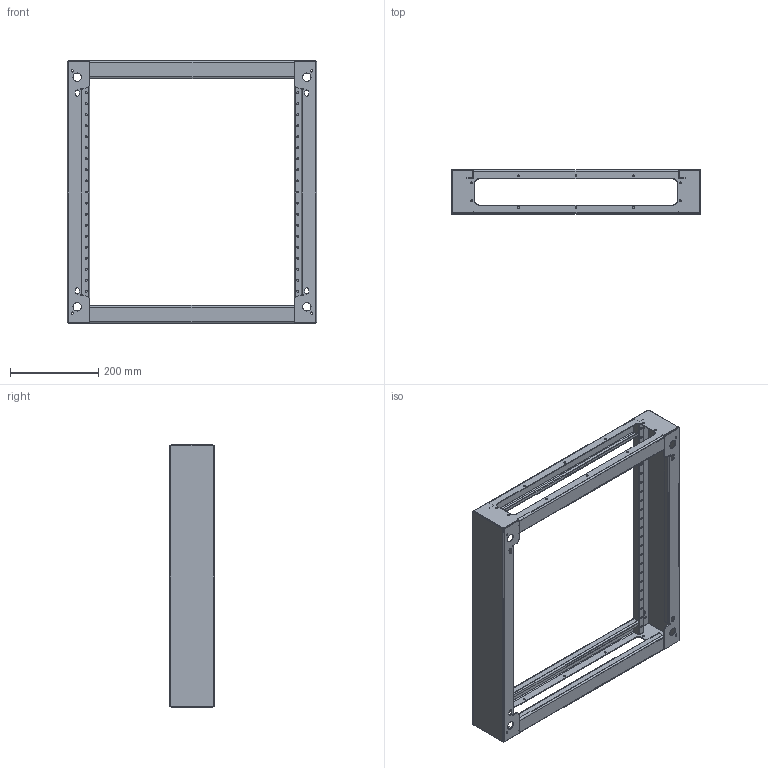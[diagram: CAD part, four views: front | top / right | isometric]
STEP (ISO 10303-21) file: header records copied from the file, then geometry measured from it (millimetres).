
FILE_DESCRIPTION (( 'STEP AP214' ), '1' );
FILE_NAME ('915.166.STEP', '2024-08-22T04:42:02', ( '' ), ( '' ), 'SwSTEP 2.0', 'SolidWorks 2021', '' );
FILE_SCHEMA (( 'AUTOMOTIVE_DESIGN' ));
Length unit declared in the file: millimetre
Products named in the file (3): 915.166; 915.166-02; 915.166-01
Assembly tree (4 placements, depth 2):
  915.166
    915.166-01  x2
    915.166-02  x2
Bounding box: 564 x 100 x 594 mm (x, y, z)
Volume: 852168.9 mm3; surface area: 873028.3 mm2
Topology: 4 solids, 4 shells, 488 faces, 1264 edges, 784 vertices
Faces by surface type: cylinder 264, plane 224
Entity records: 7746 total; most frequent: DIRECTION 1398, CARTESIAN_POINT 1275, ORIENTED_EDGE 1264, EDGE_CURVE 632, AXIS2_PLACEMENT_3D 515, VERTEX_POINT 392, LINE 368, VECTOR 368
